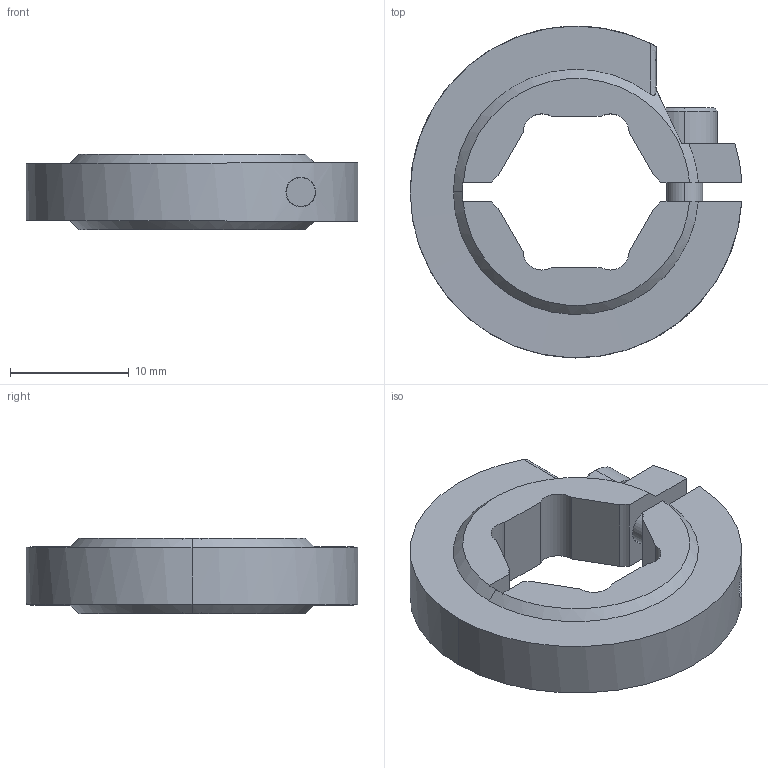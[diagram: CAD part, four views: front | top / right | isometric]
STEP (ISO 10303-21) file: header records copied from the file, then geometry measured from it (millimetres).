
FILE_DESCRIPTION (( 'STEP AP203' ), '1' );
FILE_NAME ('REV-21-2900.STEP', '2024-10-04T18:39:12', ( '' ), ( '' ), 'SwSTEP 2.0', 'SolidWorks 2022', '' );
FILE_SCHEMA (( 'CONFIG_CONTROL_DESIGN' ));
Length unit declared in the file: inch
Products named in the file (3): REV-21-2900; REV-21-2900-P01; socket head cap screw_am_B18.3.1M - 3 x 0.5 x 12 Hex SHCS -- 12NHX
Assembly tree (2 placements, depth 2):
  REV-21-2900
    REV-21-2900-P01
    socket head cap screw_am_B18.3.1M - 3 x 0.5 x 12 Hex SHCS -- 12NHX
Bounding box: 27.92 x 27.94 x 6.35 mm (x, y, z)
Volume: 2341.4 mm3; surface area: 2018.7 mm2
Topology: 2 solids, 2 shells, 73 faces, 190 edges, 121 vertices
Faces by surface type: plane 33, cylinder 22, cone 14, bspline 2, torus 2
Entity records: 2812 total; most frequent: CARTESIAN_POINT 777, ORIENTED_EDGE 376, DIRECTION 348, EDGE_CURVE 188, AXIS2_PLACEMENT_3D 131, VERTEX_POINT 121, LINE 86, VECTOR 86
